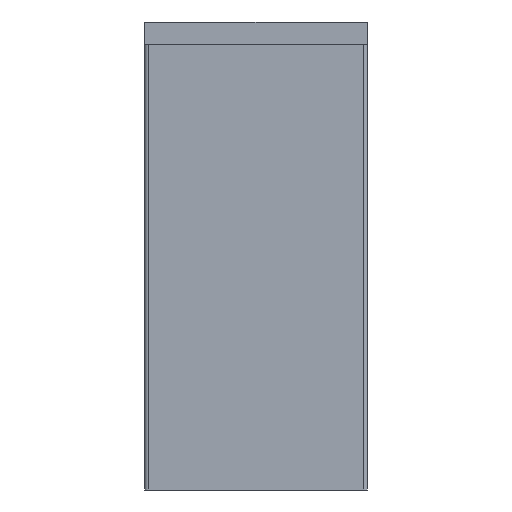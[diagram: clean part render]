
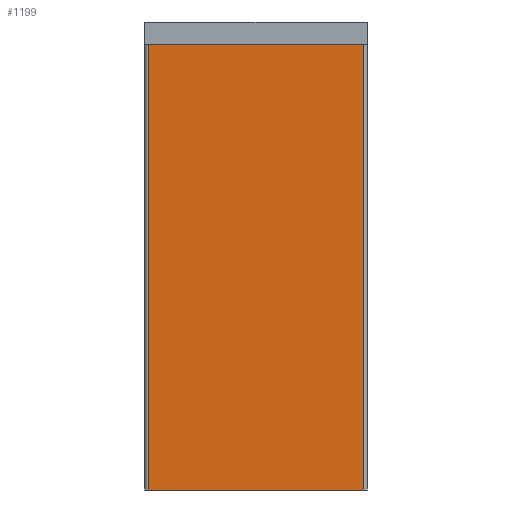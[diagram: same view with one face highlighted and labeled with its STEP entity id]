
A CAD part, left-side view. The second image highlights one B-rep face of the part: STEP entity #1199.
In plain terms, the highlighted planar face has unit normal (-1, 0, 0).
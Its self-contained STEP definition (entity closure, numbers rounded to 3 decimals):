
#118 = CARTESIAN_POINT ( 'NONE',  ( -10., 60., -14.5 ) ) ;
#263 = PLANE ( 'NONE',  #698 ) ;
#281 = DIRECTION ( 'NONE',  ( 1., 0., 0. ) ) ;
#698 = AXIS2_PLACEMENT_3D ( 'NONE', #118, #281, #4573 ) ;
#1094 = VERTEX_POINT ( 'NONE', #2201 ) ;
#1121 = VERTEX_POINT ( 'NONE', #2179 ) ;
#1199 = ADVANCED_FACE ( 'NONE', ( #4252 ), #263, .F. ) ;
#2179 = CARTESIAN_POINT ( 'NONE',  ( -10., 60., -14.5 ) ) ;
#2201 = CARTESIAN_POINT ( 'NONE',  ( -10., 0., -14.5 ) ) ;
#2362 = VERTEX_POINT ( 'NONE', #5083 ) ;
#2483 = VERTEX_POINT ( 'NONE', #5128 ) ;
#2540 = EDGE_LOOP ( 'NONE', ( #3944, #3957, #3998, #3949 ) ) ;
#3242 = EDGE_CURVE ( 'NONE', #1121, #2362, #5682, .T. ) ;
#3251 = EDGE_CURVE ( 'NONE', #2362, #2483, #5693, .T. ) ;
#3489 = LINE ( 'NONE', #9037, #3492 ) ;
#3492 = VECTOR ( 'NONE', #9038, 1000. ) ;
#3497 = LINE ( 'NONE', #9049, #3501 ) ;
#3501 = VECTOR ( 'NONE', #9055, 1000. ) ;
#3944 = ORIENTED_EDGE ( 'NONE', *, *, #4089, .T. ) ;
#3949 = ORIENTED_EDGE ( 'NONE', *, *, #4095, .T. ) ;
#3957 = ORIENTED_EDGE ( 'NONE', *, *, #3251, .F. ) ;
#3998 = ORIENTED_EDGE ( 'NONE', *, *, #3242, .F. ) ;
#4089 = EDGE_CURVE ( 'NONE', #1094, #2483, #3489, .T. ) ;
#4095 = EDGE_CURVE ( 'NONE', #1121, #1094, #3497, .T. ) ;
#4252 = FACE_OUTER_BOUND ( 'NONE', #2540, .T. ) ;
#4573 = DIRECTION ( 'NONE',  ( 0., 0., -1. ) ) ;
#5083 = CARTESIAN_POINT ( 'NONE',  ( -10., 60., 14.5 ) ) ;
#5128 = CARTESIAN_POINT ( 'NONE',  ( -10., 0., 14.5 ) ) ;
#5682 = LINE ( 'NONE', #6360, #5685 ) ;
#5685 = VECTOR ( 'NONE', #6366, 1000. ) ;
#5693 = LINE ( 'NONE', #6392, #5700 ) ;
#5700 = VECTOR ( 'NONE', #6397, 1000. ) ;
#6360 = CARTESIAN_POINT ( 'NONE',  ( -10., 60., -14.5 ) ) ;
#6366 = DIRECTION ( 'NONE',  ( 0., 0., 1. ) ) ;
#6392 = CARTESIAN_POINT ( 'NONE',  ( -10., 60., 14.5 ) ) ;
#6397 = DIRECTION ( 'NONE',  ( 0., -1., 0. ) ) ;
#9037 = CARTESIAN_POINT ( 'NONE',  ( -10., 0., -14.5 ) ) ;
#9038 = DIRECTION ( 'NONE',  ( 0., 0., 1. ) ) ;
#9049 = CARTESIAN_POINT ( 'NONE',  ( -10., 60., -14.5 ) ) ;
#9055 = DIRECTION ( 'NONE',  ( 0., -1., 0. ) ) ;
